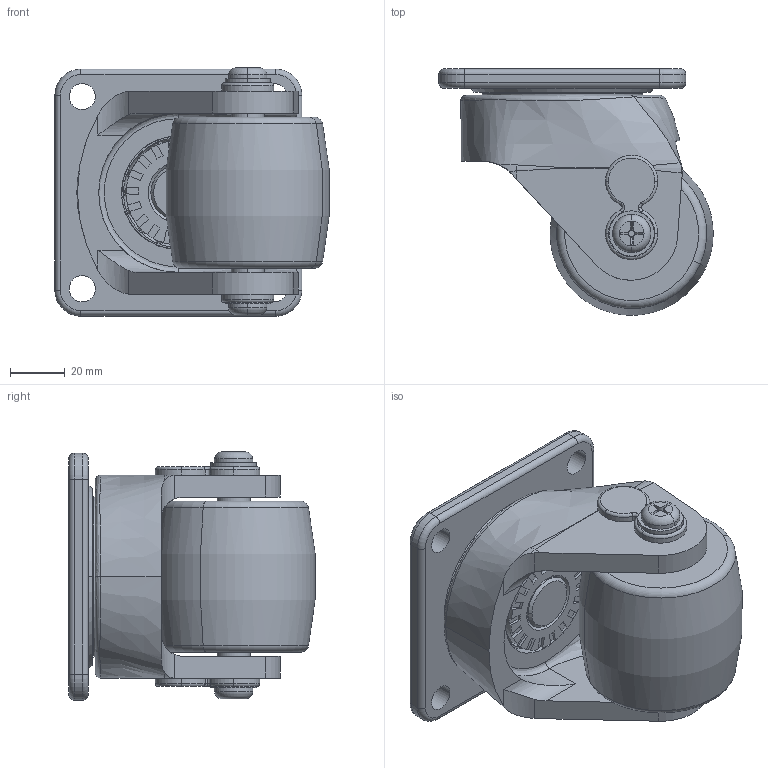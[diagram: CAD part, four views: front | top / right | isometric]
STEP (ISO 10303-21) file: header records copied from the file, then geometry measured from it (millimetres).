
FILE_DESCRIPTION (( 'STEP AP203' ), '1' );
FILE_NAME ('ACM-600F ASSY.STEP', '2015-09-10T03:16:20', ( 'WON SINCHUL' ), ( 'Hewlett-Packard Company' ), 'SwSTEP 2.0', 'SolidWorks 2015', '' );
FILE_SCHEMA (( 'CONFIG_CONTROL_DESIGN' ));
Length unit declared in the file: millimetre
Products named in the file (1): ACM-600F ASSY
Bounding box: 99.95 x 89.68 x 90.5 mm (x, y, z)
Volume: 317649.6 mm3; surface area: 82657.6 mm2
Topology: 36 solids, 36 shells, 624 faces, 1667 edges, 1101 vertices
Faces by surface type: plane 280, cylinder 119, bspline 99, sphere 56, torus 52, cone 18
Entity records: 24621 total; most frequent: CARTESIAN_POINT 10145, ORIENTED_EDGE 3050, DIRECTION 2794, EDGE_CURVE 1525, VERTEX_POINT 1017, AXIS2_PLACEMENT_3D 987, VECTOR 820, LINE 820
